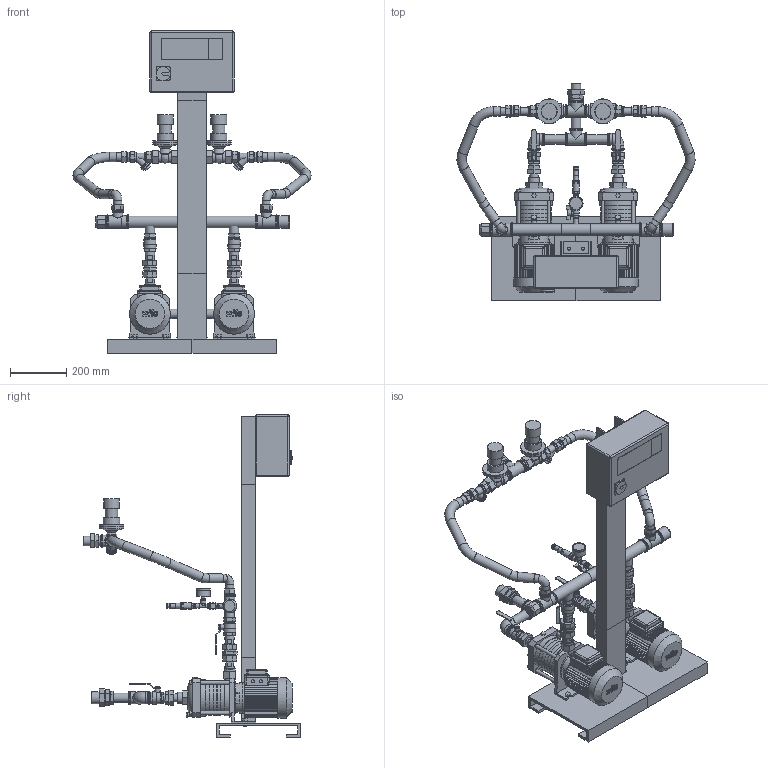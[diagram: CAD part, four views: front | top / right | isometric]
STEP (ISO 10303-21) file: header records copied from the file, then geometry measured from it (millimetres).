
FILE_DESCRIPTION(/* description */ (''),/* implementation_level */ '2;1');
FILE_NAME(/* name */ '3d_WEH-2-305-T_CE-2D-4185933.stp',/* time_stamp */ '2020-11-04T13:31:16+01:00',/* author */ ('Andrzej'),/* organization */ (''),/* preprocessor_version */ 'ST-DEVELOPER v16.13',/* originating_system */ 'AutoCAD Mechanical',/* authorisation */ '');
FILE_SCHEMA (('AUTOMOTIVE_DESIGN { 1 0 10303 214 3 1 1 }'));
Products named in the file (1): Product
Bounding box: 849.95 x 774.35 x 1150 mm (x, y, z)
Volume: 29319636.7 mm3; surface area: 3387577.1 mm2
Topology: 115 solids, 115 shells, 2189 faces, 5239 edges, 3395 vertices
Faces by surface type: plane 1450, cylinder 532, bspline 70, torus 67, cone 58, sphere 12
Full cylindrical faces by diameter (mm): 11 x7, 11.1 x1, 11.8 x1, 12 x5, 13 x1, 13.454 x8, 13.5 x3, 14 x1, 15 x10, 15.7 x2, 17 x1, 18 x4, 18.8 x2, 19.2 x4, 20 x2, 21 x1, 22 x1, 22.8 x2, 24 x1, 27.3 x2, 29.7 x8, 32.4 x4, 33.7 x36, 34.8 x2, 36 x2, 36.7 x2, 39.4 x4, 39.7 x4, 40.3 x2, 41.5 x1
Entity records: 62875 total; most frequent: CARTESIAN_POINT 13380, DIRECTION 10145, ORIENTED_EDGE 9612, EDGE_CURVE 4806, AXIS2_PLACEMENT_3D 3409, LINE 3327, VECTOR 3327, VERTEX_POINT 3295
